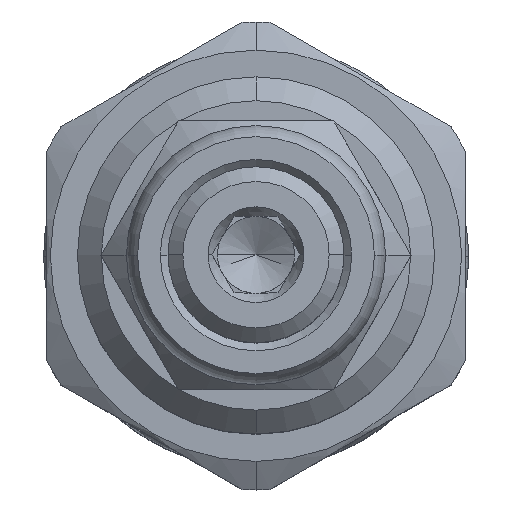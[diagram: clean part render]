
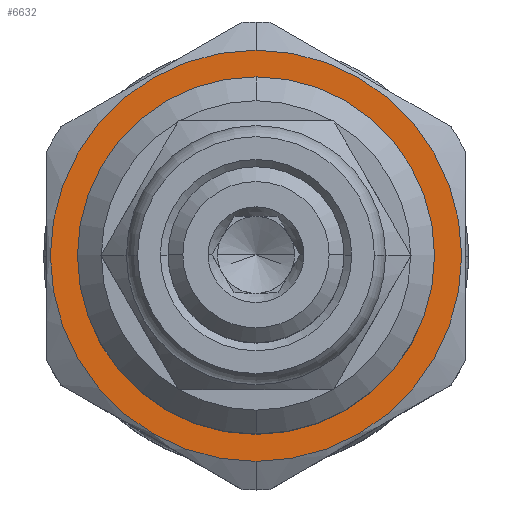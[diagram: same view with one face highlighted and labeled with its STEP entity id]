
A CAD part, top view. The second image highlights one B-rep face of the part: STEP entity #6632.
In plain terms, the highlighted planar face has unit normal (0, 0, 1).
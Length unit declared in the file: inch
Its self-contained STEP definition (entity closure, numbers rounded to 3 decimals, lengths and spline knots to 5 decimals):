
#1252=CARTESIAN_POINT('',(0.,0.,2.561));
#1253=DIRECTION('',(0.,0.,1.));
#1254=DIRECTION('',(0.,-1.,0.));
#1255=AXIS2_PLACEMENT_3D('',#1252,#1253,#1254);
#1257=CARTESIAN_POINT('',(0.,0.,2.561));
#1258=DIRECTION('',(0.,0.,-1.));
#1259=DIRECTION('',(0.,-1.,0.));
#1260=AXIS2_PLACEMENT_3D('',#1257,#1258,#1259);
#1266=CARTESIAN_POINT('',(0.,0.,2.561));
#1267=DIRECTION('',(0.,0.,-1.));
#1268=DIRECTION('',(0.,-1.,0.));
#1269=AXIS2_PLACEMENT_3D('',#1266,#1267,#1268);
#1505=CARTESIAN_POINT('',(0.,0.,2.561));
#1506=DIRECTION('',(0.,0.,1.));
#1507=DIRECTION('',(0.,-1.,0.));
#1508=AXIS2_PLACEMENT_3D('',#1505,#1506,#1507);
#4973=CARTESIAN_POINT('',(0.,-0.43,2.561));
#4975=VERTEX_POINT('',#4973);
#4981=CARTESIAN_POINT('',(0.,0.43,2.561));
#4983=VERTEX_POINT('',#4981);
#4989=CARTESIAN_POINT('',(0.,-0.3735,2.561));
#4990=CARTESIAN_POINT('',(0.,0.3735,2.561));
#4991=VERTEX_POINT('',#4989);
#4992=VERTEX_POINT('',#4990);
#6617=CARTESIAN_POINT('',(0.,0.,2.561));
#6618=DIRECTION('',(0.,0.,1.));
#6619=DIRECTION('',(0.,-1.,0.));
#6620=AXIS2_PLACEMENT_3D('',#6617,#6618,#6619);
#6621=PLANE('',#6620);
#6623=ORIENTED_EDGE('',*,*,#6622,.T.);
#6625=ORIENTED_EDGE('',*,*,#6624,.F.);
#6626=EDGE_LOOP('',(#6623,#6625));
#6627=FACE_OUTER_BOUND('',#6626,.F.);
#6628=ORIENTED_EDGE('',*,*,#6582,.T.);
#6629=ORIENTED_EDGE('',*,*,#6610,.F.);
#6630=EDGE_LOOP('',(#6628,#6629));
#6631=FACE_BOUND('',#6630,.F.);
#6632=ADVANCED_FACE('',(#6627,#6631),#6621,.T.);
#1256=CIRCLE('',#1255,0.3735);
#1261=CIRCLE('',#1260,0.3735);
#1270=CIRCLE('',#1269,0.43);
#1509=CIRCLE('',#1508,0.43);
#6582=EDGE_CURVE('',#4991,#4992,#1256,.T.);
#6610=EDGE_CURVE('',#4991,#4992,#1261,.T.);
#6622=EDGE_CURVE('',#4975,#4983,#1270,.T.);
#6624=EDGE_CURVE('',#4975,#4983,#1509,.T.);
